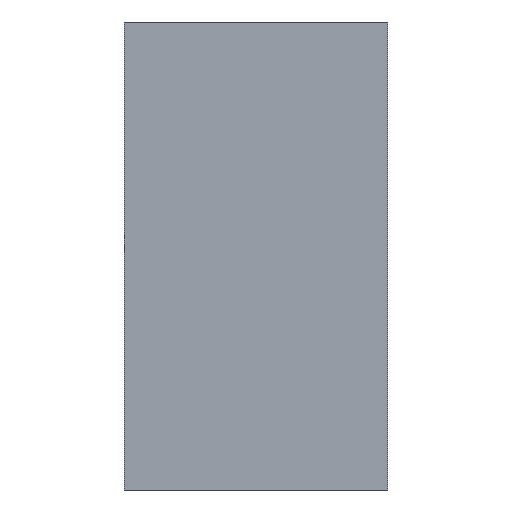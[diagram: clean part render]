
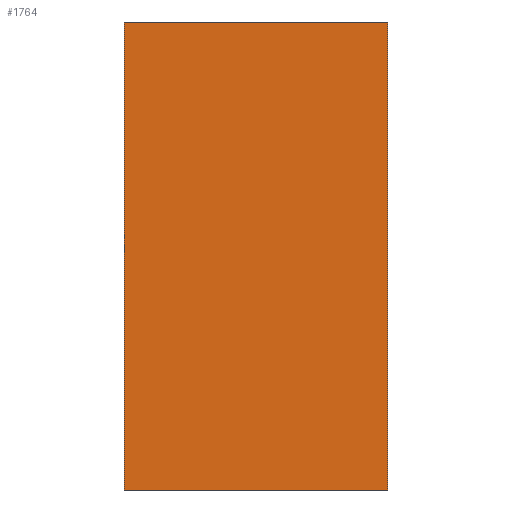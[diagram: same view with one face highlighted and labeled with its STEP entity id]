
A CAD part, left-side view. The second image highlights one B-rep face of the part: STEP entity #1764.
In plain terms, the highlighted planar face has unit normal (-1, 0, 0).
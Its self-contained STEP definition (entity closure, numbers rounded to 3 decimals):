
#1645 = VERTEX_POINT ( 'NONE', #3600 ) ;
#1662 = EDGE_CURVE ( 'NONE', #1663, #1674, #3619, .T. ) ;
#1663 = VERTEX_POINT ( 'NONE', #3613 ) ;
#1674 = VERTEX_POINT ( 'NONE', #3666 ) ;
#1688 = ORIENTED_EDGE ( 'NONE', *, *, #1662, .T. ) ;
#1691 = EDGE_CURVE ( 'NONE', #1663, #1701, #3718, .T. ) ;
#1697 = EDGE_CURVE ( 'NONE', #1701, #1645, #3752, .T. ) ;
#1701 = VERTEX_POINT ( 'NONE', #3743 ) ;
#1716 = EDGE_CURVE ( 'NONE', #1674, #1645, #3842, .T. ) ;
#1757 = ORIENTED_EDGE ( 'NONE', *, *, #1716, .T. ) ;
#1760 = ORIENTED_EDGE ( 'NONE', *, *, #1697, .F. ) ;
#1761 = ORIENTED_EDGE ( 'NONE', *, *, #1691, .F. ) ;
#1763 = EDGE_LOOP ( 'NONE', ( #1757, #1760, #1761, #1688 ) ) ;
#1764 = ADVANCED_FACE ( 'NONE', ( #3989 ), #3974, .F. ) ;
#3600 = CARTESIAN_POINT ( 'NONE',  ( 0., 0., 0. ) ) ;
#3613 = CARTESIAN_POINT ( 'NONE',  ( 0., 0.45, -0.8 ) ) ;
#3616 = DIRECTION ( 'NONE',  ( 0., -1., 0. ) ) ;
#3617 = VECTOR ( 'NONE', #3616, 1000. ) ;
#3618 = CARTESIAN_POINT ( 'NONE',  ( 0., 0.45, -0.8 ) ) ;
#3619 = LINE ( 'NONE', #3618, #3617 ) ;
#3666 = CARTESIAN_POINT ( 'NONE',  ( 0., 0., -0.8 ) ) ;
#3715 = DIRECTION ( 'NONE',  ( 0., 0., 1. ) ) ;
#3716 = VECTOR ( 'NONE', #3715, 1000. ) ;
#3717 = CARTESIAN_POINT ( 'NONE',  ( 0., 0.45, 0. ) ) ;
#3718 = LINE ( 'NONE', #3717, #3716 ) ;
#3743 = CARTESIAN_POINT ( 'NONE',  ( 0., 0.45, 0. ) ) ;
#3749 = DIRECTION ( 'NONE',  ( 0., -1., 0. ) ) ;
#3750 = VECTOR ( 'NONE', #3749, 1000. ) ;
#3751 = CARTESIAN_POINT ( 'NONE',  ( 0., 0.45, 0. ) ) ;
#3752 = LINE ( 'NONE', #3751, #3750 ) ;
#3835 = DIRECTION ( 'NONE',  ( 0., 0., 1. ) ) ;
#3836 = VECTOR ( 'NONE', #3835, 1000. ) ;
#3837 = CARTESIAN_POINT ( 'NONE',  ( 0., 0., 0. ) ) ;
#3842 = LINE ( 'NONE', #3837, #3836 ) ;
#3969 = DIRECTION ( 'NONE',  ( 0., 0., -1. ) ) ;
#3970 = DIRECTION ( 'NONE',  ( 1., 0., 0. ) ) ;
#3971 = CARTESIAN_POINT ( 'NONE',  ( 0., 0.45, 0. ) ) ;
#3972 = AXIS2_PLACEMENT_3D ( 'NONE', #3971, #3970, #3969 ) ;
#3974 = PLANE ( 'NONE',  #3972 ) ;
#3989 = FACE_OUTER_BOUND ( 'NONE', #1763, .T. ) ;
